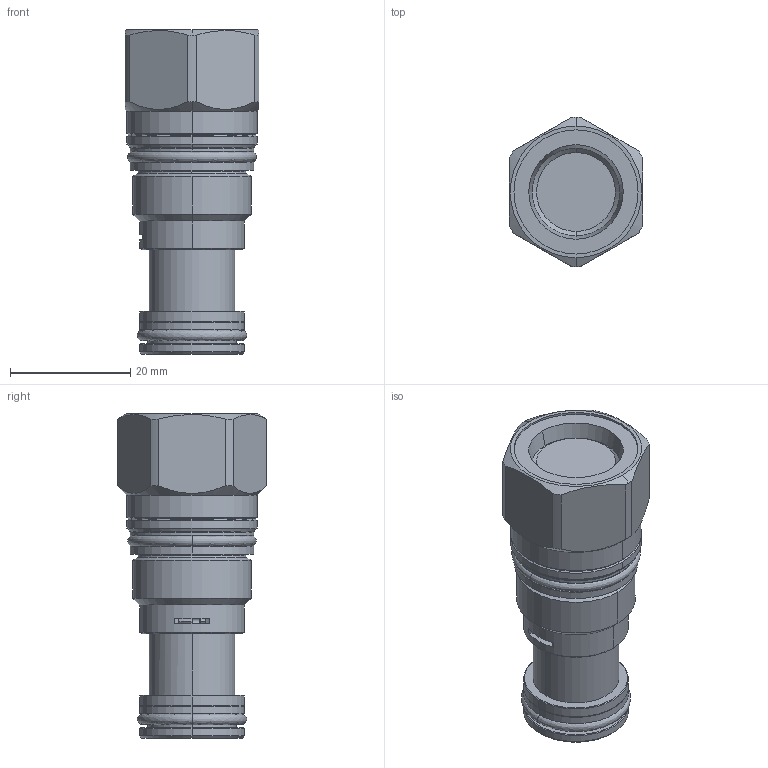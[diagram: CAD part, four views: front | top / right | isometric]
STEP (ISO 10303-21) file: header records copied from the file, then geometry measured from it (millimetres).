
FILE_DESCRIPTION((''),'2;1');
FILE_NAME('XGCAEXN_SW','2022-07-27T08:47:14',('SigMax'),(''),'CREO PARAMETRIC BY PTC INC, 2021072','CREO PARAMETRIC BY PTC INC, 2021072','');
FILE_SCHEMA(('AUTOMOTIVE_DESIGN { 1 0 10303 214 1 1 1 1 }'));
Length unit declared in the file: inch
Products named in the file (1): XGCAEXN_SW
Bounding box: 22.23 x 24.84 x 53.87 mm (x, y, z)
Volume: 15295.8 mm3; surface area: 6215.8 mm2
Topology: 2 solids, 2 shells, 155 faces, 358 edges, 219 vertices
Faces by surface type: cylinder 59, cone 38, plane 29, torus 23, revolution 6
Entity records: 6198 total; most frequent: CARTESIAN_POINT 1339, DIRECTION 840, ORIENTED_EDGE 716, AXIS2_PLACEMENT_3D 365, EDGE_CURVE 358, VERTEX_POINT 219, CIRCLE 216, EDGE_LOOP 173
